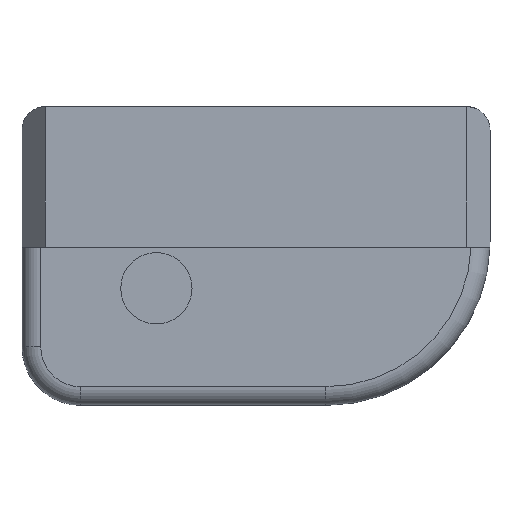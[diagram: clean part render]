
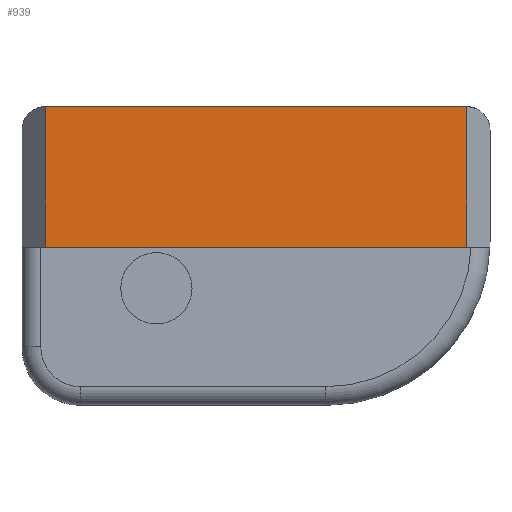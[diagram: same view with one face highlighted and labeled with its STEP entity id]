
A CAD part, left-side view. The second image highlights one B-rep face of the part: STEP entity #939.
In plain terms, the highlighted planar face has unit normal (-1, 0, 0).
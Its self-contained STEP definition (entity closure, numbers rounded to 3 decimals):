
#116=FACE_OUTER_BOUND('',#171,.T.);
#171=EDGE_LOOP('',(#844,#845,#846,#847));
#262=LINE('',#1565,#362);
#264=LINE('',#1571,#364);
#267=LINE('',#1576,#367);
#270=LINE('',#1583,#370);
#362=VECTOR('',#1275,10.);
#364=VECTOR('',#1281,10.);
#367=VECTOR('',#1286,10.);
#370=VECTOR('',#1295,10.);
#450=VERTEX_POINT('',#1559);
#451=VERTEX_POINT('',#1563);
#452=VERTEX_POINT('',#1568);
#453=VERTEX_POINT('',#1570);
#575=EDGE_CURVE('',#451,#450,#262,.T.);
#577=EDGE_CURVE('',#452,#453,#264,.T.);
#580=EDGE_CURVE('',#450,#452,#267,.T.);
#584=EDGE_CURVE('',#453,#451,#270,.T.);
#844=ORIENTED_EDGE('',*,*,#584,.F.);
#845=ORIENTED_EDGE('',*,*,#577,.F.);
#846=ORIENTED_EDGE('',*,*,#580,.F.);
#847=ORIENTED_EDGE('',*,*,#575,.F.);
#887=PLANE('',#1043);
#939=ADVANCED_FACE('',(#116),#887,.F.);
#1043=AXIS2_PLACEMENT_3D('',#1589,#1304,#1305);
#1275=DIRECTION('',(0.,-1.,0.));
#1281=DIRECTION('',(0.,1.,0.));
#1286=DIRECTION('',(0.,0.,-1.));
#1295=DIRECTION('',(0.,0.,1.));
#1304=DIRECTION('center_axis',(1.,0.,0.));
#1305=DIRECTION('ref_axis',(0.,-1.,0.));
#1559=CARTESIAN_POINT('',(-3.4,102.071,-69.5));
#1563=CARTESIAN_POINT('',(-3.4,138.,-69.5));
#1565=CARTESIAN_POINT('',(-3.4,110.,-69.5));
#1568=CARTESIAN_POINT('',(-3.4,102.071,-81.5));
#1570=CARTESIAN_POINT('',(-3.4,138.,-81.5));
#1571=CARTESIAN_POINT('',(-3.4,124.543,-81.5));
#1576=CARTESIAN_POINT('',(-3.4,102.071,-77.336));
#1583=CARTESIAN_POINT('',(-3.4,138.,-81.5));
#1589=CARTESIAN_POINT('Origin',(-3.4,120.,-81.5));
